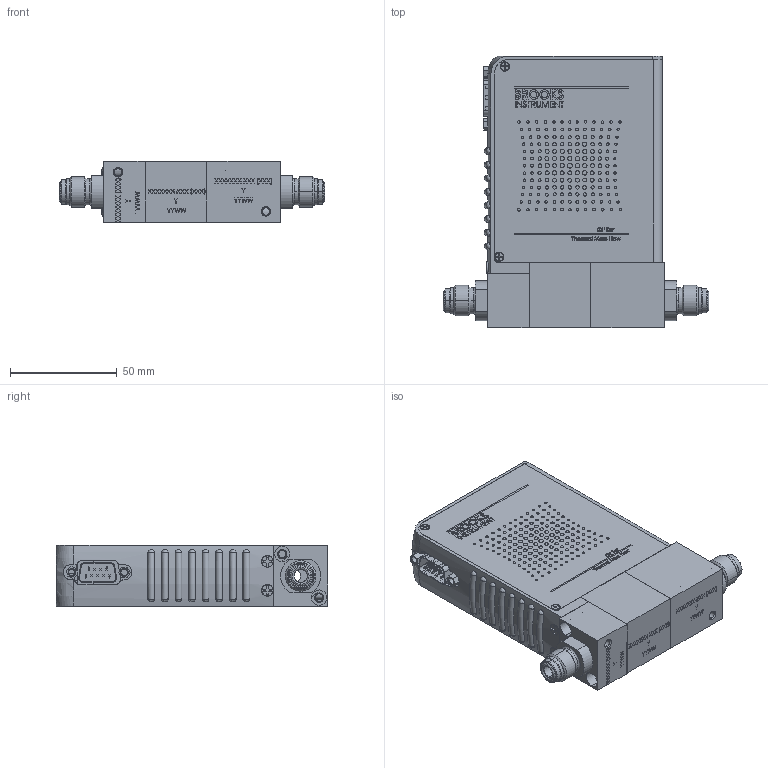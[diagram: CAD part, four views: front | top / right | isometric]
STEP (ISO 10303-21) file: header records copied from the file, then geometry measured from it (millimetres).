
FILE_DESCRIPTION (( 'STEP AP203' ), '1' );
FILE_NAME ('GF125-VS-SX.STEP', '2017-03-02T21:33:48', ( 'mrutkowski' ), ( 'Hewlett-Packard Company' ), 'SwSTEP 2.0', 'SolidWorks 2014', '' );
FILE_SCHEMA (( 'CONFIG_CONTROL_DESIGN' ));
Products named in the file (1): GF125-VS-SX
Bounding box: 124.02 x 127 x 28.59 mm (x, y, z)
Surface area: 51690.2 mm2 (no closed solid volume)
Topology: 0 solids, 397 shells, 1275 faces, 6094 edges, 5211 vertices
Faces by surface type: plane 886, cylinder 232, bspline 70, torus 53, cone 30, sphere 4
Entity records: 75628 total; most frequent: CARTESIAN_POINT 27811, DIRECTION 9434, ORIENTED_EDGE 7871, EDGE_CURVE 6086, VERTEX_POINT 5207, VECTOR 3422, LINE 3422, AXIS2_PLACEMENT_3D 3006
